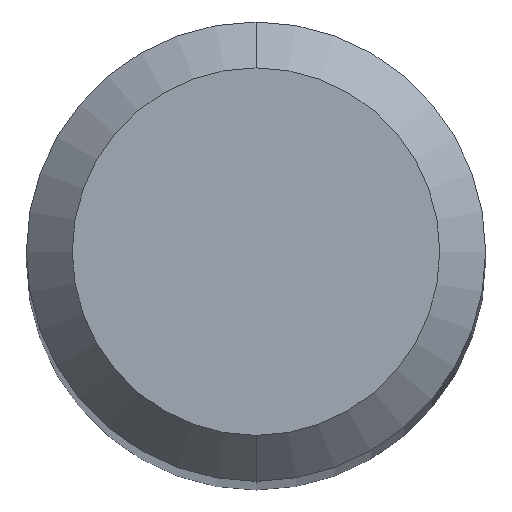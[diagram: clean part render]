
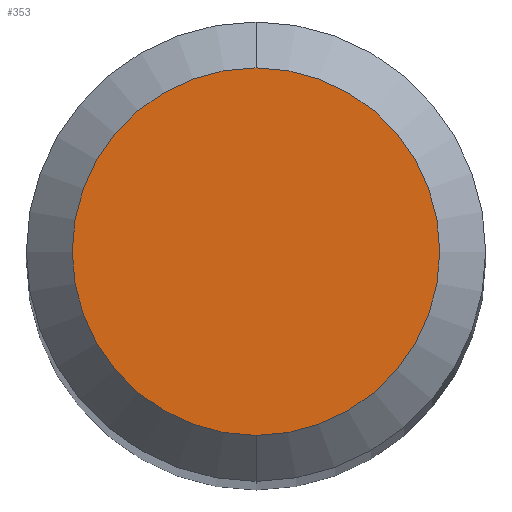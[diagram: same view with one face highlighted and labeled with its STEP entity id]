
A CAD part, top view. The second image highlights one B-rep face of the part: STEP entity #353.
In plain terms, the highlighted planar face has unit normal (0, 0, 1).
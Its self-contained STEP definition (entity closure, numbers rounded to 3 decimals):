
#353=ADVANCED_FACE('',(#990),#991,.T.);
#473=VERTEX_POINT('',#1124);
#811=EDGE_CURVE('',#473,#911,#1492,.T.);
#845=EDGE_CURVE('',#911,#473,#1527,.T.);
#911=VERTEX_POINT('',#1598);
#990=FACE_OUTER_BOUND('',#1723,.T.);
#991=PLANE('',#1724);
#1124=CARTESIAN_POINT('',(0.0,1.2,0.0));
#1492=CIRCLE('',#3807,1.2);
#1527=CIRCLE('',#3968,1.2);
#1598=CARTESIAN_POINT('',(0.,-1.2,0.0));
#1723=EDGE_LOOP('',(#4489,#4490));
#1724=AXIS2_PLACEMENT_3D('',#4491,#4492,#4493);
#3807=AXIS2_PLACEMENT_3D('',#5032,#5033,#5034);
#3968=AXIS2_PLACEMENT_3D('',#5048,#5049,#5050);
#4489=ORIENTED_EDGE('',*,*,#811,.F.);
#4490=ORIENTED_EDGE('',*,*,#845,.F.);
#4491=CARTESIAN_POINT('',(0.0,0.6,0.0));
#4492=DIRECTION('',(-0.0,0.0,1.0));
#4493=DIRECTION('',(0.0,-1.0,0.0));
#5032=CARTESIAN_POINT('',(0.0,0.0,0.0));
#5033=DIRECTION('',(0.0,0.0,-1.0));
#5034=DIRECTION('',(0.0,1.0,0.0));
#5048=CARTESIAN_POINT('',(0.0,0.0,0.0));
#5049=DIRECTION('',(0.0,0.0,-1.0));
#5050=DIRECTION('',(0.0,1.0,0.0));
